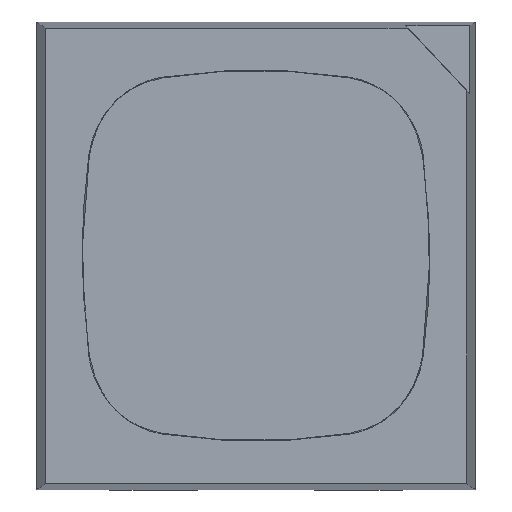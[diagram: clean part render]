
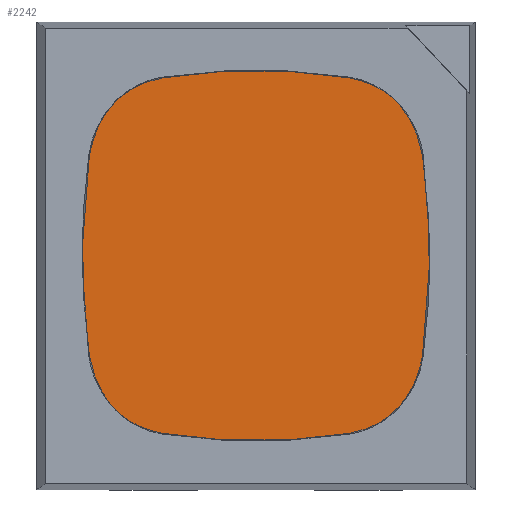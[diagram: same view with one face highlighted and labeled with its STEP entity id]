
A CAD part, top view. The second image highlights one B-rep face of the part: STEP entity #2242.
In plain terms, the highlighted planar face has unit normal (0, 0, 1).
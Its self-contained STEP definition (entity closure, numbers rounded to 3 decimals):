
#51=B_SPLINE_CURVE_WITH_KNOTS('',3,(#4990,#4991,#4992,#4993),
 .UNSPECIFIED.,.F.,.F.,(4,4),(0.,1.),.UNSPECIFIED.);
#60=B_SPLINE_CURVE_WITH_KNOTS('',3,(#5049,#5050,#5051,#5052,#5053,#5054,
#5055),.UNSPECIFIED.,.F.,.F.,(4,3,4),(0.,0.5,1.),
 .UNSPECIFIED.);
#61=B_SPLINE_CURVE_WITH_KNOTS('',3,(#5058,#5059,#5060,#5061),
 .UNSPECIFIED.,.F.,.F.,(4,4),(0.,1.),.UNSPECIFIED.);
#62=B_SPLINE_CURVE_WITH_KNOTS('',3,(#5063,#5064,#5065,#5066),
 .UNSPECIFIED.,.F.,.F.,(4,4),(0.,1.),.UNSPECIFIED.);
#63=B_SPLINE_CURVE_WITH_KNOTS('',3,(#5068,#5069,#5070,#5071),
 .UNSPECIFIED.,.F.,.F.,(4,4),(0.,1.),.UNSPECIFIED.);
#64=B_SPLINE_CURVE_WITH_KNOTS('',3,(#5073,#5074,#5075,#5076,#5077,#5078,
#5079),.UNSPECIFIED.,.F.,.F.,(4,3,4),(0.,0.5,1.),
 .UNSPECIFIED.);
#65=B_SPLINE_CURVE_WITH_KNOTS('',3,(#5081,#5082,#5083,#5084),
 .UNSPECIFIED.,.F.,.F.,(4,4),(0.,1.),.UNSPECIFIED.);
#66=B_SPLINE_CURVE_WITH_KNOTS('',3,(#5085,#5086,#5087,#5088),
 .UNSPECIFIED.,.F.,.F.,(4,4),(0.,1.),.UNSPECIFIED.);
#139=PLANE('',#2417);
#254=FACE_OUTER_BOUND('',#379,.T.);
#379=EDGE_LOOP('',(#1929,#1930,#1931,#1932,#1933,#1934,#1935,#1936));
#1037=VERTEX_POINT('',#4987);
#1038=VERTEX_POINT('',#4989);
#1046=VERTEX_POINT('',#5047);
#1047=VERTEX_POINT('',#5057);
#1048=VERTEX_POINT('',#5062);
#1049=VERTEX_POINT('',#5067);
#1050=VERTEX_POINT('',#5072);
#1051=VERTEX_POINT('',#5080);
#1332=EDGE_CURVE('',#1038,#1037,#51,.T.);
#1343=EDGE_CURVE('',#1037,#1046,#60,.T.);
#1344=EDGE_CURVE('',#1046,#1047,#61,.T.);
#1345=EDGE_CURVE('',#1047,#1048,#62,.T.);
#1346=EDGE_CURVE('',#1048,#1049,#63,.T.);
#1347=EDGE_CURVE('',#1049,#1050,#64,.T.);
#1348=EDGE_CURVE('',#1050,#1051,#65,.T.);
#1349=EDGE_CURVE('',#1051,#1038,#66,.T.);
#1929=ORIENTED_EDGE('',*,*,#1344,.T.);
#1930=ORIENTED_EDGE('',*,*,#1345,.T.);
#1931=ORIENTED_EDGE('',*,*,#1346,.T.);
#1932=ORIENTED_EDGE('',*,*,#1347,.T.);
#1933=ORIENTED_EDGE('',*,*,#1348,.T.);
#1934=ORIENTED_EDGE('',*,*,#1349,.T.);
#1935=ORIENTED_EDGE('',*,*,#1332,.T.);
#1936=ORIENTED_EDGE('',*,*,#1343,.T.);
#2242=ADVANCED_FACE('',(#254),#139,.T.);
#2417=AXIS2_PLACEMENT_3D('',#5056,#2891,#2892);
#2891=DIRECTION('center_axis',(0.,0.,1.));
#2892=DIRECTION('ref_axis',(1.,0.,0.));
#4987=CARTESIAN_POINT('',(-0.32,-0.608,-0.006));
#4989=CARTESIAN_POINT('',(-0.57,-0.341,-0.006));
#4990=CARTESIAN_POINT('Ctrl Pts',(-0.57,-0.341,
-0.006));
#4991=CARTESIAN_POINT('Ctrl Pts',(-0.542,-0.493,
-0.006));
#4992=CARTESIAN_POINT('Ctrl Pts',(-0.459,-0.582,
-0.006));
#4993=CARTESIAN_POINT('Ctrl Pts',(-0.32,-0.608,
-0.006));
#5047=CARTESIAN_POINT('',(0.32,-0.608,-0.006));
#5049=CARTESIAN_POINT('Ctrl Pts',(-0.32,-0.608,
-0.006));
#5050=CARTESIAN_POINT('Ctrl Pts',(-0.214,-0.628,
-0.006));
#5051=CARTESIAN_POINT('Ctrl Pts',(-0.107,-0.633,
-0.006));
#5052=CARTESIAN_POINT('Ctrl Pts',(0.,-0.633,
-0.006));
#5053=CARTESIAN_POINT('Ctrl Pts',(0.107,-0.633,
-0.006));
#5054=CARTESIAN_POINT('Ctrl Pts',(0.214,-0.628,
-0.006));
#5055=CARTESIAN_POINT('Ctrl Pts',(0.32,-0.608,
-0.006));
#5056=CARTESIAN_POINT('Origin',(0.,0.,
-0.006));
#5057=CARTESIAN_POINT('',(0.57,-0.341,-0.006));
#5058=CARTESIAN_POINT('Ctrl Pts',(0.32,-0.608,
-0.006));
#5059=CARTESIAN_POINT('Ctrl Pts',(0.458,-0.582,
-0.006));
#5060=CARTESIAN_POINT('Ctrl Pts',(0.541,-0.493,
-0.006));
#5061=CARTESIAN_POINT('Ctrl Pts',(0.57,-0.341,
-0.006));
#5062=CARTESIAN_POINT('',(0.57,0.341,-0.006));
#5063=CARTESIAN_POINT('Ctrl Pts',(0.57,-0.341,
-0.006));
#5064=CARTESIAN_POINT('Ctrl Pts',(0.601,-0.114,-0.006));
#5065=CARTESIAN_POINT('Ctrl Pts',(0.601,0.114,-0.006));
#5066=CARTESIAN_POINT('Ctrl Pts',(0.57,0.341,-0.006));
#5067=CARTESIAN_POINT('',(0.32,0.608,-0.006));
#5068=CARTESIAN_POINT('Ctrl Pts',(0.57,0.341,-0.006));
#5069=CARTESIAN_POINT('Ctrl Pts',(0.541,0.492,-0.006));
#5070=CARTESIAN_POINT('Ctrl Pts',(0.458,0.581,-0.006));
#5071=CARTESIAN_POINT('Ctrl Pts',(0.32,0.608,-0.006));
#5072=CARTESIAN_POINT('',(-0.32,0.608,-0.006));
#5073=CARTESIAN_POINT('Ctrl Pts',(0.32,0.608,-0.006));
#5074=CARTESIAN_POINT('Ctrl Pts',(0.214,0.628,-0.006));
#5075=CARTESIAN_POINT('Ctrl Pts',(0.107,0.632,-0.006));
#5076=CARTESIAN_POINT('Ctrl Pts',(0.,0.632,
-0.006));
#5077=CARTESIAN_POINT('Ctrl Pts',(-0.107,0.632,
-0.006));
#5078=CARTESIAN_POINT('Ctrl Pts',(-0.214,0.628,-0.006));
#5079=CARTESIAN_POINT('Ctrl Pts',(-0.32,0.608,
-0.006));
#5080=CARTESIAN_POINT('',(-0.57,0.341,-0.006));
#5081=CARTESIAN_POINT('Ctrl Pts',(-0.32,0.608,
-0.006));
#5082=CARTESIAN_POINT('Ctrl Pts',(-0.459,0.581,
-0.006));
#5083=CARTESIAN_POINT('Ctrl Pts',(-0.542,0.492,
-0.006));
#5084=CARTESIAN_POINT('Ctrl Pts',(-0.57,0.341,
-0.006));
#5085=CARTESIAN_POINT('Ctrl Pts',(-0.57,0.341,
-0.006));
#5086=CARTESIAN_POINT('Ctrl Pts',(-0.601,0.114,
-0.006));
#5087=CARTESIAN_POINT('Ctrl Pts',(-0.601,-0.114,
-0.006));
#5088=CARTESIAN_POINT('Ctrl Pts',(-0.57,-0.341,
-0.006));
